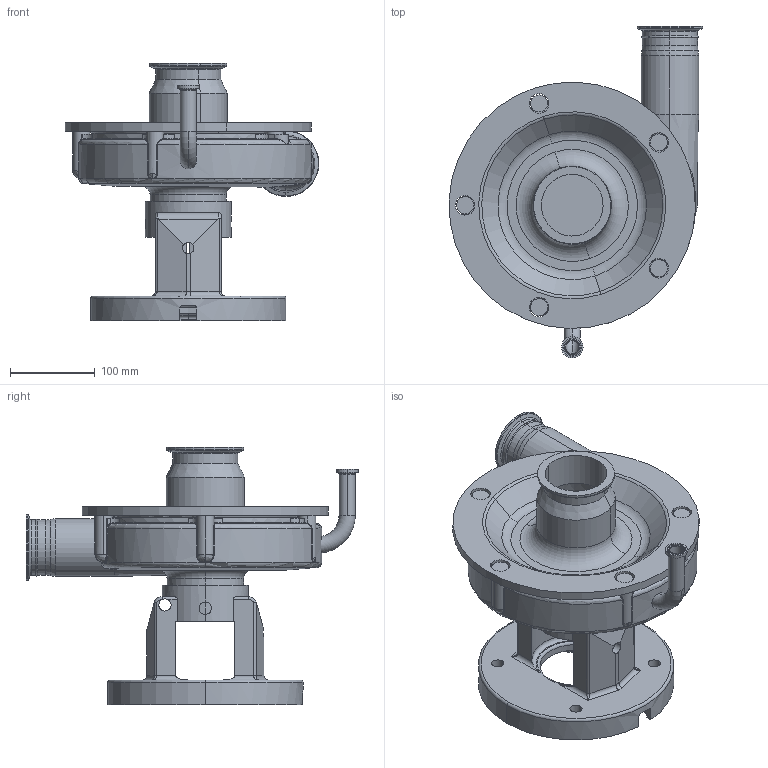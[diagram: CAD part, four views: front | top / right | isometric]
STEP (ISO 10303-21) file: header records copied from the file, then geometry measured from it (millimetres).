
FILE_DESCRIPTION (( 'STEP AP214' ), '1' );
FILE_NAME ('FPX 3541-3542 180TC VERT 3-4 In ELBOW FRONT.STEP', '2022-12-19T15:49:28', ( '' ), ( '' ), 'SwSTEP 2.0', 'SolidWorks 2021', '' );
FILE_SCHEMA (( 'AUTOMOTIVE_DESIGN' ));
Length unit declared in the file: millimetre
Products named in the file (2): FPX 354 180TC VERT 3-4 In ELBOW FRONT^1275000093.STEP; FPX 3541-3542 180TC VERT 3-4 In ELBOW FRONT
Assembly tree (1 placements, depth 2):
  FPX 3541-3542 180TC VERT 3-4 In ELBOW FRONT
    FPX 354 180TC VERT 3-4 In ELBOW FRONT^1275000093.STEP
Bounding box: 298.66 x 390.7 x 303 mm (x, y, z)
Volume: 4788116.6 mm3; surface area: 570277.9 mm2
Topology: 1 solids, 3 shells, 554 faces, 1366 edges, 800 vertices
Faces by surface type: cylinder 200, torus 138, plane 93, bspline 78, cone 28, sphere 17
Entity records: 41603 total; most frequent: CARTESIAN_POINT 28972, ORIENTED_EDGE 2696, DIRECTION 2622, EDGE_CURVE 1348, AXIS2_PLACEMENT_3D 1126, VERTEX_POINT 798, CIRCLE 646, EDGE_LOOP 588
